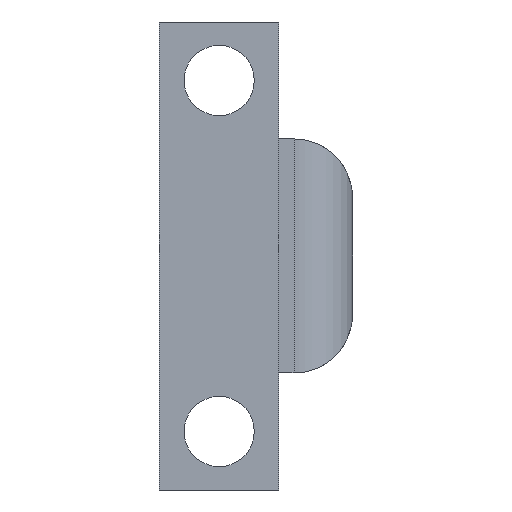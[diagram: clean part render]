
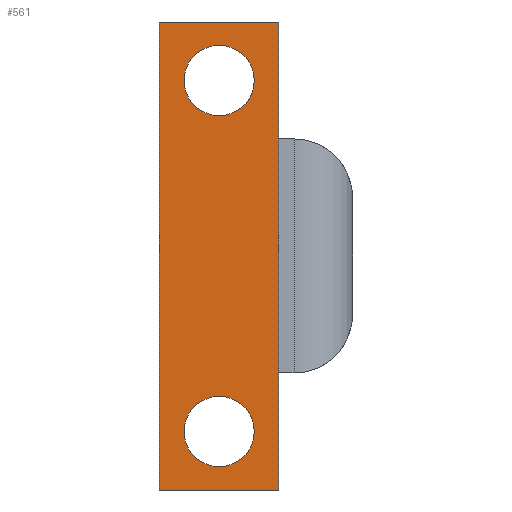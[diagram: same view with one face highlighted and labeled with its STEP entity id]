
A CAD part, front view. The second image highlights one B-rep face of the part: STEP entity #561.
In plain terms, the highlighted planar face has unit normal (0, -1, 0).
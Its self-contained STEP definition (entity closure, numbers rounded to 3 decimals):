
#3 = VERTEX_POINT ( 'NONE', #590 ) ;
#13 = CARTESIAN_POINT ( 'NONE',  ( 5.1, 0., 32. ) ) ;
#38 = ORIENTED_EDGE ( 'NONE', *, *, #462, .T. ) ;
#41 = VERTEX_POINT ( 'NONE', #531 ) ;
#59 = EDGE_CURVE ( 'NONE', #3, #625, #367, .T. ) ;
#60 = CIRCLE ( 'NONE', #481, 3. ) ;
#63 = CARTESIAN_POINT ( 'NONE',  ( 5.1, 0., 5. ) ) ;
#67 = ORIENTED_EDGE ( 'NONE', *, *, #293, .T. ) ;
#79 = ORIENTED_EDGE ( 'NONE', *, *, #128, .T. ) ;
#83 = DIRECTION ( 'NONE',  ( 0., 0., -1. ) ) ;
#96 = FACE_BOUND ( 'NONE', #801, .T. ) ;
#105 = DIRECTION ( 'NONE',  ( 0., 1., 0. ) ) ;
#123 = CARTESIAN_POINT ( 'NONE',  ( 0., 0., 0. ) ) ;
#128 = EDGE_CURVE ( 'NONE', #636, #482, #296, .T. ) ;
#142 = CARTESIAN_POINT ( 'NONE',  ( 10.2, 0., 40. ) ) ;
#149 = ORIENTED_EDGE ( 'NONE', *, *, #670, .T. ) ;
#160 = EDGE_LOOP ( 'NONE', ( #79, #149 ) ) ;
#179 = VERTEX_POINT ( 'NONE', #703 ) ;
#199 = LINE ( 'NONE', #706, #630 ) ;
#200 = AXIS2_PLACEMENT_3D ( 'NONE', #221, #396, #400 ) ;
#212 = DIRECTION ( 'NONE',  ( 0., 0., 1. ) ) ;
#221 = CARTESIAN_POINT ( 'NONE',  ( 5.1, 0., 5. ) ) ;
#228 = CARTESIAN_POINT ( 'NONE',  ( 10.2, 0., 40. ) ) ;
#236 = DIRECTION ( 'NONE',  ( 0., 0., 1. ) ) ;
#259 = DIRECTION ( 'NONE',  ( 1., 0., 0. ) ) ;
#266 = VECTOR ( 'NONE', #83, 1000. ) ;
#279 = PLANE ( 'NONE',  #668 ) ;
#286 = CARTESIAN_POINT ( 'NONE',  ( 0., 0., 40. ) ) ;
#293 = EDGE_CURVE ( 'NONE', #563, #41, #652, .T. ) ;
#296 = CIRCLE ( 'NONE', #777, 3. ) ;
#327 = DIRECTION ( 'NONE',  ( 0., 1., 0. ) ) ;
#331 = DIRECTION ( 'NONE',  ( 0., 0., -1. ) ) ;
#342 = CARTESIAN_POINT ( 'NONE',  ( 5.1, 0., 8. ) ) ;
#367 = LINE ( 'NONE', #286, #378 ) ;
#378 = VECTOR ( 'NONE', #722, 1000. ) ;
#385 = CARTESIAN_POINT ( 'NONE',  ( 0., 0., 40. ) ) ;
#387 = DIRECTION ( 'NONE',  ( 0., 0., 1. ) ) ;
#390 = CARTESIAN_POINT ( 'NONE',  ( 5.1, 0., 2. ) ) ;
#396 = DIRECTION ( 'NONE',  ( 0., 1., 0. ) ) ;
#400 = DIRECTION ( 'NONE',  ( 0., 0., 1. ) ) ;
#420 = FACE_BOUND ( 'NONE', #160, .T. ) ;
#425 = CIRCLE ( 'NONE', #200, 3. ) ;
#462 = EDGE_CURVE ( 'NONE', #3, #511, #199, .T. ) ;
#481 = AXIS2_PLACEMENT_3D ( 'NONE', #581, #705, #212 ) ;
#482 = VERTEX_POINT ( 'NONE', #390 ) ;
#490 = FACE_OUTER_BOUND ( 'NONE', #803, .T. ) ;
#493 = DIRECTION ( 'NONE',  ( 0., 1., 0. ) ) ;
#511 = VERTEX_POINT ( 'NONE', #770 ) ;
#531 = CARTESIAN_POINT ( 'NONE',  ( 5.1, 0., 38. ) ) ;
#543 = CARTESIAN_POINT ( 'NONE',  ( 5.1, 0., 35. ) ) ;
#550 = ORIENTED_EDGE ( 'NONE', *, *, #552, .F. ) ;
#552 = EDGE_CURVE ( 'NONE', #625, #179, #762, .T. ) ;
#561 = ADVANCED_FACE ( 'NONE', ( #420, #96, #490 ), #279, .F. ) ;
#563 = VERTEX_POINT ( 'NONE', #13 ) ;
#581 = CARTESIAN_POINT ( 'NONE',  ( 5.1, 0., 35. ) ) ;
#590 = CARTESIAN_POINT ( 'NONE',  ( 0., 0., 40. ) ) ;
#613 = LINE ( 'NONE', #123, #629 ) ;
#621 = EDGE_CURVE ( 'NONE', #41, #563, #60, .T. ) ;
#625 = VERTEX_POINT ( 'NONE', #228 ) ;
#628 = DIRECTION ( 'NONE',  ( 0., 0., 1. ) ) ;
#629 = VECTOR ( 'NONE', #259, 1000. ) ;
#630 = VECTOR ( 'NONE', #331, 1000. ) ;
#636 = VERTEX_POINT ( 'NONE', #342 ) ;
#646 = ORIENTED_EDGE ( 'NONE', *, *, #621, .T. ) ;
#652 = CIRCLE ( 'NONE', #742, 3. ) ;
#668 = AXIS2_PLACEMENT_3D ( 'NONE', #385, #327, #387 ) ;
#670 = EDGE_CURVE ( 'NONE', #482, #636, #425, .T. ) ;
#703 = CARTESIAN_POINT ( 'NONE',  ( 10.2, 0., 0. ) ) ;
#705 = DIRECTION ( 'NONE',  ( 0., 1., 0. ) ) ;
#706 = CARTESIAN_POINT ( 'NONE',  ( 0., 0., 40. ) ) ;
#717 = ORIENTED_EDGE ( 'NONE', *, *, #736, .T. ) ;
#722 = DIRECTION ( 'NONE',  ( 1., 0., 0. ) ) ;
#736 = EDGE_CURVE ( 'NONE', #511, #179, #613, .T. ) ;
#742 = AXIS2_PLACEMENT_3D ( 'NONE', #543, #105, #236 ) ;
#762 = LINE ( 'NONE', #142, #266 ) ;
#768 = ORIENTED_EDGE ( 'NONE', *, *, #59, .F. ) ;
#770 = CARTESIAN_POINT ( 'NONE',  ( 0., 0., 0. ) ) ;
#777 = AXIS2_PLACEMENT_3D ( 'NONE', #63, #493, #628 ) ;
#801 = EDGE_LOOP ( 'NONE', ( #646, #67 ) ) ;
#803 = EDGE_LOOP ( 'NONE', ( #717, #550, #768, #38 ) ) ;
